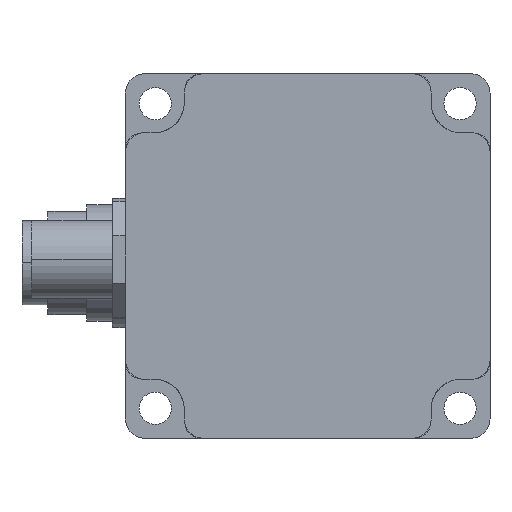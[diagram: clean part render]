
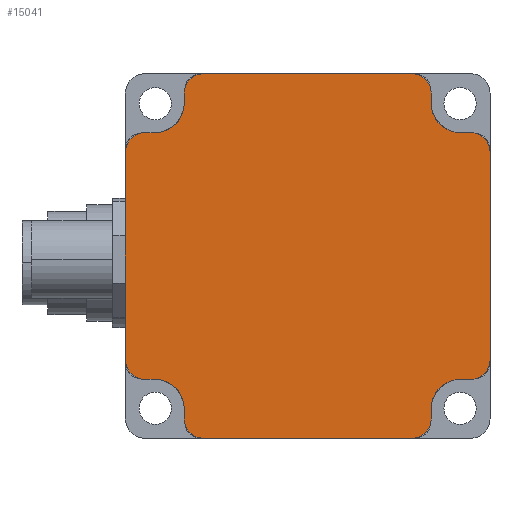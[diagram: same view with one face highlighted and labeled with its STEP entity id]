
A CAD part, front view. The second image highlights one B-rep face of the part: STEP entity #15041.
In plain terms, the highlighted planar face has unit normal (0, -1, 0).
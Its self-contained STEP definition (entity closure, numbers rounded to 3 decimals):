
#14542=DIRECTION('',(0.,0.,-1.));
#14543=VECTOR('',#14542,1.6);
#14544=CARTESIAN_POINT('',(19.1,0.,25.2));
#14545=LINE('',#14544,#14543);
#14546=CARTESIAN_POINT('',(23.6,0.,23.6));
#14547=DIRECTION('',(0.,-1.,0.));
#14548=DIRECTION('',(-1.,0.,0.));
#14549=AXIS2_PLACEMENT_3D('',#14546,#14547,#14548);
#14551=CARTESIAN_POINT('',(25.2,0.,16.1));
#14552=DIRECTION('',(0.,1.,0.));
#14553=DIRECTION('',(0.,0.,1.));
#14554=AXIS2_PLACEMENT_3D('',#14551,#14552,#14553);
#14556=DIRECTION('',(0.,0.,-1.));
#14557=VECTOR('',#14556,32.2);
#14558=CARTESIAN_POINT('',(28.2,0.,16.1));
#14559=LINE('',#14558,#14557);
#14560=CARTESIAN_POINT('',(25.2,0.,-16.1));
#14561=DIRECTION('',(0.,1.,0.));
#14562=DIRECTION('',(1.,0.,0.));
#14563=AXIS2_PLACEMENT_3D('',#14560,#14561,#14562);
#14565=DIRECTION('',(-1.,0.,0.));
#14566=VECTOR('',#14565,1.6);
#14567=CARTESIAN_POINT('',(25.2,0.,-19.1));
#14568=LINE('',#14567,#14566);
#14569=CARTESIAN_POINT('',(23.6,0.,-23.6));
#14570=DIRECTION('',(0.,-1.,0.));
#14571=DIRECTION('',(0.,0.,1.));
#14572=AXIS2_PLACEMENT_3D('',#14569,#14570,#14571);
#14574=CARTESIAN_POINT('',(16.1,0.,-25.2));
#14575=DIRECTION('',(0.,1.,0.));
#14576=DIRECTION('',(1.,0.,0.));
#14577=AXIS2_PLACEMENT_3D('',#14574,#14575,#14576);
#14579=DIRECTION('',(-1.,0.,0.));
#14580=VECTOR('',#14579,32.2);
#14581=CARTESIAN_POINT('',(16.1,0.,-28.2));
#14582=LINE('',#14581,#14580);
#14583=CARTESIAN_POINT('',(-16.1,0.,-25.2));
#14584=DIRECTION('',(0.,1.,0.));
#14585=DIRECTION('',(0.,0.,-1.));
#14586=AXIS2_PLACEMENT_3D('',#14583,#14584,#14585);
#14588=DIRECTION('',(0.,0.,1.));
#14589=VECTOR('',#14588,1.6);
#14590=CARTESIAN_POINT('',(-19.1,0.,-25.2));
#14591=LINE('',#14590,#14589);
#14592=CARTESIAN_POINT('',(-23.6,0.,-23.6));
#14593=DIRECTION('',(0.,-1.,0.));
#14594=DIRECTION('',(1.,0.,0.));
#14595=AXIS2_PLACEMENT_3D('',#14592,#14593,#14594);
#14597=CARTESIAN_POINT('',(-25.2,0.,-16.1));
#14598=DIRECTION('',(0.,1.,0.));
#14599=DIRECTION('',(0.,0.,-1.));
#14600=AXIS2_PLACEMENT_3D('',#14597,#14598,#14599);
#14602=DIRECTION('',(0.,0.,1.));
#14603=VECTOR('',#14602,32.2);
#14604=CARTESIAN_POINT('',(-28.2,0.,-16.1));
#14605=LINE('',#14604,#14603);
#14606=CARTESIAN_POINT('',(-25.2,0.,16.1));
#14607=DIRECTION('',(0.,1.,0.));
#14608=DIRECTION('',(-1.,0.,0.));
#14609=AXIS2_PLACEMENT_3D('',#14606,#14607,#14608);
#14611=DIRECTION('',(1.,0.,0.));
#14612=VECTOR('',#14611,1.6);
#14613=CARTESIAN_POINT('',(-25.2,0.,19.1));
#14614=LINE('',#14613,#14612);
#14615=CARTESIAN_POINT('',(-23.6,0.,23.6));
#14616=DIRECTION('',(0.,-1.,0.));
#14617=DIRECTION('',(0.,0.,-1.));
#14618=AXIS2_PLACEMENT_3D('',#14615,#14616,#14617);
#14620=CARTESIAN_POINT('',(-16.1,0.,25.2));
#14621=DIRECTION('',(0.,1.,0.));
#14622=DIRECTION('',(-1.,0.,0.));
#14623=AXIS2_PLACEMENT_3D('',#14620,#14621,#14622);
#14625=DIRECTION('',(1.,0.,0.));
#14626=VECTOR('',#14625,32.2);
#14627=CARTESIAN_POINT('',(-16.1,0.,28.2));
#14628=LINE('',#14627,#14626);
#14629=CARTESIAN_POINT('',(16.1,0.,25.2));
#14630=DIRECTION('',(0.,1.,0.));
#14631=DIRECTION('',(0.,0.,1.));
#14632=AXIS2_PLACEMENT_3D('',#14629,#14630,#14631);
#14732=DIRECTION('',(-1.,0.,0.));
#14733=VECTOR('',#14732,1.6);
#14734=CARTESIAN_POINT('',(25.2,0.,19.1));
#14735=LINE('',#14734,#14733);
#14768=DIRECTION('',(0.,0.,1.));
#14769=VECTOR('',#14768,1.6);
#14770=CARTESIAN_POINT('',(19.1,0.,-25.2));
#14771=LINE('',#14770,#14769);
#14804=DIRECTION('',(1.,0.,0.));
#14805=VECTOR('',#14804,1.6);
#14806=CARTESIAN_POINT('',(-25.2,0.,-19.1));
#14807=LINE('',#14806,#14805);
#14840=DIRECTION('',(0.,0.,-1.));
#14841=VECTOR('',#14840,1.6);
#14842=CARTESIAN_POINT('',(-19.1,0.,25.2));
#14843=LINE('',#14842,#14841);
#14882=CARTESIAN_POINT('',(19.1,0.,25.2));
#14883=CARTESIAN_POINT('',(19.1,0.,23.6));
#14884=VERTEX_POINT('',#14882);
#14885=VERTEX_POINT('',#14883);
#14886=CARTESIAN_POINT('',(23.6,0.,19.1));
#14887=VERTEX_POINT('',#14886);
#14888=CARTESIAN_POINT('',(25.2,0.,19.1));
#14889=VERTEX_POINT('',#14888);
#14890=CARTESIAN_POINT('',(28.2,0.,16.1));
#14891=VERTEX_POINT('',#14890);
#14892=CARTESIAN_POINT('',(28.2,0.,-16.1));
#14893=VERTEX_POINT('',#14892);
#14894=CARTESIAN_POINT('',(25.2,0.,-19.1));
#14895=VERTEX_POINT('',#14894);
#14896=CARTESIAN_POINT('',(23.6,0.,-19.1));
#14897=VERTEX_POINT('',#14896);
#14898=CARTESIAN_POINT('',(19.1,0.,-23.6));
#14899=VERTEX_POINT('',#14898);
#14900=CARTESIAN_POINT('',(19.1,0.,-25.2));
#14901=VERTEX_POINT('',#14900);
#14902=CARTESIAN_POINT('',(16.1,0.,-28.2));
#14903=VERTEX_POINT('',#14902);
#14904=CARTESIAN_POINT('',(-16.1,0.,-28.2));
#14905=VERTEX_POINT('',#14904);
#14906=CARTESIAN_POINT('',(-19.1,0.,-25.2));
#14907=VERTEX_POINT('',#14906);
#14908=CARTESIAN_POINT('',(-19.1,0.,-23.6));
#14909=VERTEX_POINT('',#14908);
#14910=CARTESIAN_POINT('',(-23.6,0.,-19.1));
#14911=VERTEX_POINT('',#14910);
#14912=CARTESIAN_POINT('',(-25.2,0.,-19.1));
#14913=VERTEX_POINT('',#14912);
#14914=CARTESIAN_POINT('',(-28.2,0.,-16.1));
#14915=VERTEX_POINT('',#14914);
#14916=CARTESIAN_POINT('',(-28.2,0.,16.1));
#14917=VERTEX_POINT('',#14916);
#14918=CARTESIAN_POINT('',(-25.2,0.,19.1));
#14919=VERTEX_POINT('',#14918);
#14920=CARTESIAN_POINT('',(-23.6,0.,19.1));
#14921=VERTEX_POINT('',#14920);
#14922=CARTESIAN_POINT('',(-19.1,0.,23.6));
#14923=VERTEX_POINT('',#14922);
#14924=CARTESIAN_POINT('',(-19.1,0.,25.2));
#14925=VERTEX_POINT('',#14924);
#14926=CARTESIAN_POINT('',(-16.1,0.,28.2));
#14927=VERTEX_POINT('',#14926);
#14928=CARTESIAN_POINT('',(16.1,0.,28.2));
#14929=VERTEX_POINT('',#14928);
#14986=CARTESIAN_POINT('',(0.,0.,0.));
#14987=DIRECTION('',(0.,1.,0.));
#14988=DIRECTION('',(1.,0.,0.));
#14989=AXIS2_PLACEMENT_3D('',#14986,#14987,#14988);
#14990=PLANE('',#14989);
#14992=ORIENTED_EDGE('',*,*,#14991,.T.);
#14994=ORIENTED_EDGE('',*,*,#14993,.T.);
#14996=ORIENTED_EDGE('',*,*,#14995,.F.);
#14998=ORIENTED_EDGE('',*,*,#14997,.T.);
#15000=ORIENTED_EDGE('',*,*,#14999,.T.);
#15002=ORIENTED_EDGE('',*,*,#15001,.T.);
#15004=ORIENTED_EDGE('',*,*,#15003,.T.);
#15006=ORIENTED_EDGE('',*,*,#15005,.T.);
#15008=ORIENTED_EDGE('',*,*,#15007,.F.);
#15010=ORIENTED_EDGE('',*,*,#15009,.T.);
#15012=ORIENTED_EDGE('',*,*,#15011,.T.);
#15014=ORIENTED_EDGE('',*,*,#15013,.T.);
#15016=ORIENTED_EDGE('',*,*,#15015,.T.);
#15018=ORIENTED_EDGE('',*,*,#15017,.T.);
#15020=ORIENTED_EDGE('',*,*,#15019,.F.);
#15022=ORIENTED_EDGE('',*,*,#15021,.T.);
#15024=ORIENTED_EDGE('',*,*,#15023,.T.);
#15026=ORIENTED_EDGE('',*,*,#15025,.T.);
#15028=ORIENTED_EDGE('',*,*,#15027,.T.);
#15030=ORIENTED_EDGE('',*,*,#15029,.T.);
#15032=ORIENTED_EDGE('',*,*,#15031,.F.);
#15034=ORIENTED_EDGE('',*,*,#15033,.T.);
#15036=ORIENTED_EDGE('',*,*,#15035,.T.);
#15038=ORIENTED_EDGE('',*,*,#15037,.T.);
#15039=EDGE_LOOP('',(#14992,#14994,#14996,#14998,#15000,#15002,#15004,#15006,
#15008,#15010,#15012,#15014,#15016,#15018,#15020,#15022,#15024,#15026,#15028,
#15030,#15032,#15034,#15036,#15038));
#15040=FACE_OUTER_BOUND('',#15039,.F.);
#15041=ADVANCED_FACE('',(#15040),#14990,.F.);
#14550=CIRCLE('',#14549,4.5);
#14555=CIRCLE('',#14554,3.);
#14564=CIRCLE('',#14563,3.);
#14573=CIRCLE('',#14572,4.5);
#14578=CIRCLE('',#14577,3.);
#14587=CIRCLE('',#14586,3.);
#14596=CIRCLE('',#14595,4.5);
#14601=CIRCLE('',#14600,3.);
#14610=CIRCLE('',#14609,3.);
#14619=CIRCLE('',#14618,4.5);
#14624=CIRCLE('',#14623,3.);
#14633=CIRCLE('',#14632,3.);
#14991=EDGE_CURVE('',#14884,#14885,#14545,.T.);
#14993=EDGE_CURVE('',#14885,#14887,#14550,.T.);
#14995=EDGE_CURVE('',#14889,#14887,#14735,.T.);
#14997=EDGE_CURVE('',#14889,#14891,#14555,.T.);
#14999=EDGE_CURVE('',#14891,#14893,#14559,.T.);
#15001=EDGE_CURVE('',#14893,#14895,#14564,.T.);
#15003=EDGE_CURVE('',#14895,#14897,#14568,.T.);
#15005=EDGE_CURVE('',#14897,#14899,#14573,.T.);
#15007=EDGE_CURVE('',#14901,#14899,#14771,.T.);
#15009=EDGE_CURVE('',#14901,#14903,#14578,.T.);
#15011=EDGE_CURVE('',#14903,#14905,#14582,.T.);
#15013=EDGE_CURVE('',#14905,#14907,#14587,.T.);
#15015=EDGE_CURVE('',#14907,#14909,#14591,.T.);
#15017=EDGE_CURVE('',#14909,#14911,#14596,.T.);
#15019=EDGE_CURVE('',#14913,#14911,#14807,.T.);
#15021=EDGE_CURVE('',#14913,#14915,#14601,.T.);
#15023=EDGE_CURVE('',#14915,#14917,#14605,.T.);
#15025=EDGE_CURVE('',#14917,#14919,#14610,.T.);
#15027=EDGE_CURVE('',#14919,#14921,#14614,.T.);
#15029=EDGE_CURVE('',#14921,#14923,#14619,.T.);
#15031=EDGE_CURVE('',#14925,#14923,#14843,.T.);
#15033=EDGE_CURVE('',#14925,#14927,#14624,.T.);
#15035=EDGE_CURVE('',#14927,#14929,#14628,.T.);
#15037=EDGE_CURVE('',#14929,#14884,#14633,.T.);
